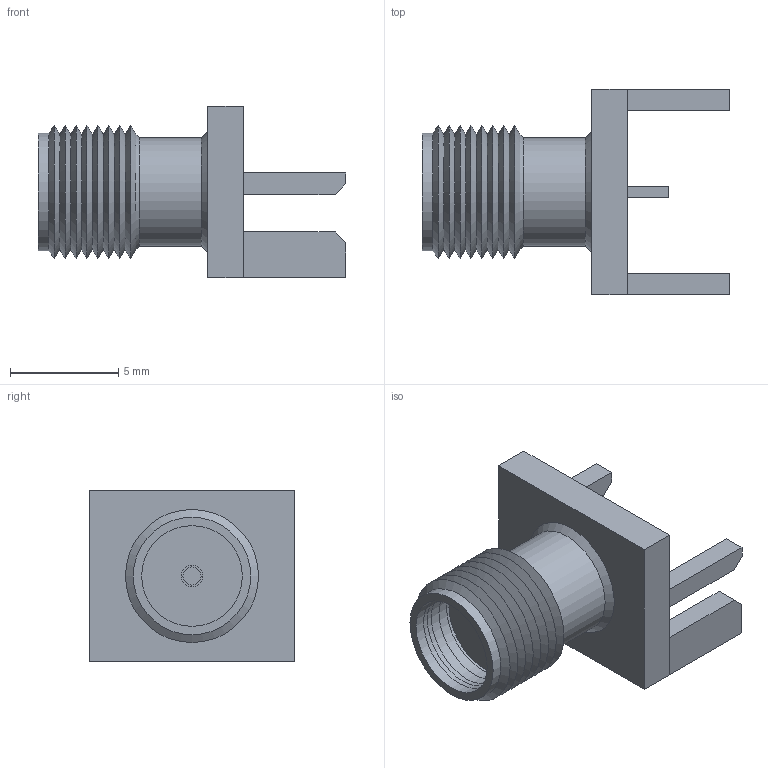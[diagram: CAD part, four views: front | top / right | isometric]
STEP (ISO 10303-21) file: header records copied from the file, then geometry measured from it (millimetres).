
FILE_DESCRIPTION(/* description */ (''),/* implementation_level */ '2;1');
FILE_NAME(/* name */ 'CINCH_142-0701-851.stp',/* time_stamp */ '2017-01-16T09:33:48+01:00',/* author */ ('jchouvet'),/* organization */ ('SolidWorks'),/* preprocessor_version */ 'ST-DEVELOPER v16.1',/* originating_system */ 'AutoCAD Mechanical',/* authorisation */ '');
FILE_SCHEMA (('AUTOMOTIVE_DESIGN { 1 0 10303 214 3 1 1 }'));
Length unit declared in the file: millimetre
Products named in the file (1): Product
Bounding box: 14.25 x 9.52 x 7.92 mm (x, y, z)
Volume: 301 mm3; surface area: 997.5 mm2
Topology: 25 solids, 25 shells, 120 faces, 199 edges, 131 vertices
Faces by surface type: plane 80, cylinder 22, cone 18
Full cylindrical faces by diameter (mm): 0.838 x1, 1 x4, 4.28 x2, 4.66 x12, 5 x1, 5.44 x1, 6.16 x1
Entity records: 2641 total; most frequent: DIRECTION 472, CARTESIAN_POINT 407, ORIENTED_EDGE 314, AXIS2_PLACEMENT_3D 194, EDGE_LOOP 186, EDGE_CURVE 157, VERTEX_POINT 129, FACE_OUTER_BOUND 120
